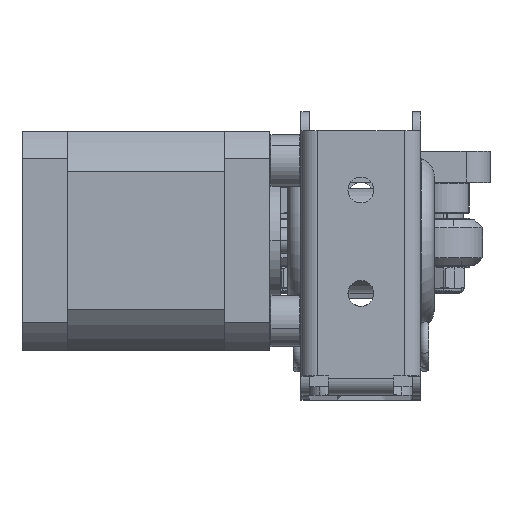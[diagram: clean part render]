
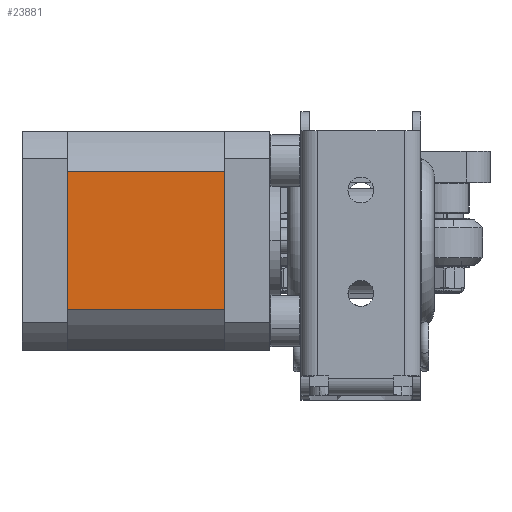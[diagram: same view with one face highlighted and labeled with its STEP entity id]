
A CAD part, top view. The second image highlights one B-rep face of the part: STEP entity #23881.
In plain terms, the highlighted face is planar.
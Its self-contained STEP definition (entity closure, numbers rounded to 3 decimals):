
#43 = AXIS2_PLACEMENT_3D ( 'NONE', #9676, #6045, #19086 ) ;
#911 = DIRECTION ( 'NONE',  ( 0., 0., 1. ) ) ;
#1468 = CARTESIAN_POINT ( 'NONE',  ( -21.109, -13.394, -8.75 ) ) ;
#1793 = ORIENTED_EDGE ( 'NONE', *, *, #8125, .F. ) ;
#2586 = CARTESIAN_POINT ( 'NONE',  ( -21.109, -13.394, -39.25 ) ) ;
#2893 = CARTESIAN_POINT ( 'NONE',  ( -21.109, 13.394, -39.25 ) ) ;
#3454 = LINE ( 'NONE', #14815, #18895 ) ;
#3625 = EDGE_CURVE ( 'NONE', #21394, #15938, #6970, .T. ) ;
#5315 = VECTOR ( 'NONE', #911, 1000. ) ;
#5824 = DIRECTION ( 'NONE',  ( 0., 0., 1. ) ) ;
#6045 = DIRECTION ( 'NONE',  ( -1., 0., 0. ) ) ;
#6970 = LINE ( 'NONE', #9525, #21304 ) ;
#7396 = ORIENTED_EDGE ( 'NONE', *, *, #11043, .F. ) ;
#7640 = ORIENTED_EDGE ( 'NONE', *, *, #22710, .T. ) ;
#8125 = EDGE_CURVE ( 'NONE', #8163, #12608, #20197, .T. ) ;
#8163 = VERTEX_POINT ( 'NONE', #23412 ) ;
#8179 = CARTESIAN_POINT ( 'NONE',  ( -21.109, 13.394, -39.25 ) ) ;
#8878 = ORIENTED_EDGE ( 'NONE', *, *, #3625, .T. ) ;
#9166 = DIRECTION ( 'NONE',  ( 0., -1., 0. ) ) ;
#9525 = CARTESIAN_POINT ( 'NONE',  ( -21.109, -13.394, -39.25 ) ) ;
#9676 = CARTESIAN_POINT ( 'NONE',  ( -21.109, 13.394, -39.25 ) ) ;
#10374 = CARTESIAN_POINT ( 'NONE',  ( -21.109, 13.394, -8.75 ) ) ;
#11043 = EDGE_CURVE ( 'NONE', #12608, #15938, #3454, .T. ) ;
#12608 = VERTEX_POINT ( 'NONE', #10374 ) ;
#13460 = PLANE ( 'NONE',  #43 ) ;
#13792 = EDGE_LOOP ( 'NONE', ( #7396, #1793, #7640, #8878 ) ) ;
#13836 = LINE ( 'NONE', #8179, #18245 ) ;
#14758 = FACE_OUTER_BOUND ( 'NONE', #13792, .T. ) ;
#14815 = CARTESIAN_POINT ( 'NONE',  ( -21.109, 13.394, -8.75 ) ) ;
#15634 = DIRECTION ( 'NONE',  ( 0., -1., 0. ) ) ;
#15938 = VERTEX_POINT ( 'NONE', #1468 ) ;
#18245 = VECTOR ( 'NONE', #15634, 1000. ) ;
#18895 = VECTOR ( 'NONE', #9166, 1000. ) ;
#19086 = DIRECTION ( 'NONE',  ( 0., 0., 1. ) ) ;
#20197 = LINE ( 'NONE', #2893, #5315 ) ;
#21304 = VECTOR ( 'NONE', #5824, 1000. ) ;
#21394 = VERTEX_POINT ( 'NONE', #2586 ) ;
#22710 = EDGE_CURVE ( 'NONE', #8163, #21394, #13836, .T. ) ;
#23412 = CARTESIAN_POINT ( 'NONE',  ( -21.109, 13.394, -39.25 ) ) ;
#23881 = ADVANCED_FACE ( 'NONE', ( #14758 ), #13460, .T. ) ;
